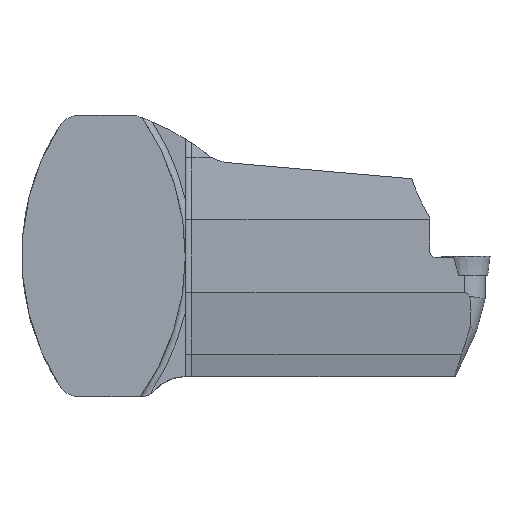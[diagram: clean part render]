
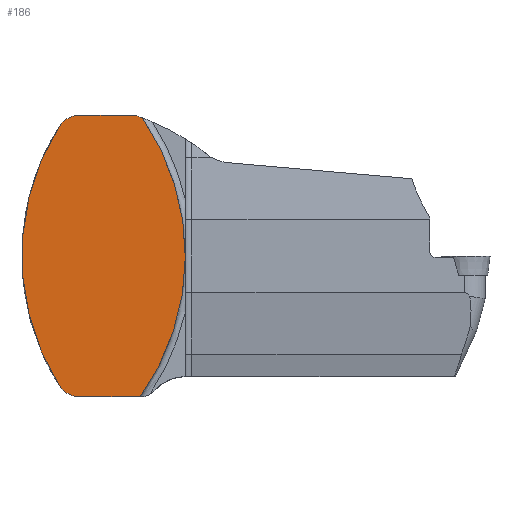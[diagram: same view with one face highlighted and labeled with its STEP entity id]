
A CAD part, top view. The second image highlights one B-rep face of the part: STEP entity #186.
In plain terms, the highlighted planar face has unit normal (0, 0, 1).
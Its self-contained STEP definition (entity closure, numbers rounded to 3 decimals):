
#118=CIRCLE('',#1074,60.5);
#121=CIRCLE('',#1081,60.25);
#122=CIRCLE('',#1085,6.);
#123=CIRCLE('',#1090,6.5);
#124=CIRCLE('',#1098,6.);
#125=CIRCLE('',#1099,60.25);
#186=ADVANCED_FACE('',(#263),#231,.T.);
#231=PLANE('',#1100);
#263=FACE_OUTER_BOUND('',#308,.T.);
#308=EDGE_LOOP('',(#568,#569,#570,#571,#572,#573,#574,#575));
#378=LINE('',#1620,#441);
#385=LINE('',#1647,#448);
#441=VECTOR('',#1276,1.);
#448=VECTOR('',#1305,1.);
#568=ORIENTED_EDGE('',*,*,#887,.F.);
#569=ORIENTED_EDGE('',*,*,#883,.T.);
#570=ORIENTED_EDGE('',*,*,#880,.T.);
#571=ORIENTED_EDGE('',*,*,#876,.T.);
#572=ORIENTED_EDGE('',*,*,#896,.T.);
#573=ORIENTED_EDGE('',*,*,#897,.T.);
#574=ORIENTED_EDGE('',*,*,#898,.F.);
#575=ORIENTED_EDGE('',*,*,#859,.F.);
#765=VERTEX_POINT('',#1548);
#766=VERTEX_POINT('',#1550);
#780=VERTEX_POINT('',#1605);
#781=VERTEX_POINT('',#1607);
#784=VERTEX_POINT('',#1615);
#786=VERTEX_POINT('',#1621);
#794=VERTEX_POINT('',#1646);
#795=VERTEX_POINT('',#1648);
#859=EDGE_CURVE('',#765,#766,#118,.T.);
#876=EDGE_CURVE('',#781,#780,#121,.T.);
#880=EDGE_CURVE('',#784,#781,#122,.T.);
#883=EDGE_CURVE('',#786,#784,#378,.T.);
#887=EDGE_CURVE('',#786,#765,#123,.T.);
#896=EDGE_CURVE('',#780,#794,#124,.T.);
#897=EDGE_CURVE('',#794,#795,#385,.T.);
#898=EDGE_CURVE('',#766,#795,#125,.T.);
#1074=AXIS2_PLACEMENT_3D('',#1549,#1237,#1238);
#1081=AXIS2_PLACEMENT_3D('',#1606,#1260,#1261);
#1085=AXIS2_PLACEMENT_3D('',#1614,#1269,#1270);
#1090=AXIS2_PLACEMENT_3D('',#1627,#1283,#1284);
#1098=AXIS2_PLACEMENT_3D('',#1645,#1303,#1304);
#1099=AXIS2_PLACEMENT_3D('',#1649,#1306,#1307);
#1100=AXIS2_PLACEMENT_3D('',#1650,#1308,#1309);
#1237=DIRECTION('',(0.,0.,-1.));
#1238=DIRECTION('',(0.,1.,0.));
#1260=DIRECTION('',(0.,0.,1.));
#1261=DIRECTION('',(0.,1.,0.));
#1269=DIRECTION('',(0.,0.,1.));
#1270=DIRECTION('',(0.,1.,0.));
#1276=DIRECTION('',(-1.,0.,0.));
#1283=DIRECTION('',(0.,0.,-1.));
#1284=DIRECTION('',(0.,1.,0.));
#1303=DIRECTION('',(0.,0.,1.));
#1304=DIRECTION('',(0.,1.,0.));
#1305=DIRECTION('',(1.,0.,0.));
#1306=DIRECTION('',(0.,0.,-1.));
#1307=DIRECTION('',(0.,1.,0.));
#1308=DIRECTION('',(0.,0.,1.));
#1309=DIRECTION('',(0.,1.,0.));
#1548=CARTESIAN_POINT('',(8.125,34.843,0.325));
#1549=CARTESIAN_POINT('',(-11.651,-22.334,0.325));
#1550=CARTESIAN_POINT('',(9.5,34.349,0.325));
#1605=CARTESIAN_POINT('',(-11.069,-32.207,0.325));
#1606=CARTESIAN_POINT('',(39.85,0.,0.325));
#1607=CARTESIAN_POINT('',(-11.069,32.207,0.325));
#1614=CARTESIAN_POINT('',(-5.998,29.,0.325));
#1615=CARTESIAN_POINT('',(-5.998,35.,0.325));
#1620=CARTESIAN_POINT('',(-40.,35.,0.325));
#1621=CARTESIAN_POINT('',(7.6,35.,0.325));
#1627=CARTESIAN_POINT('',(6.,28.7,0.325));
#1645=CARTESIAN_POINT('',(-5.998,-29.,0.325));
#1646=CARTESIAN_POINT('',(-5.998,-35.,0.325));
#1647=CARTESIAN_POINT('',(-40.,-35.,0.325));
#1648=CARTESIAN_POINT('',(9.041,-35.,0.325));
#1649=CARTESIAN_POINT('',(-40.,0.,0.325));
#1650=CARTESIAN_POINT('',(-40.,0.,0.325));
